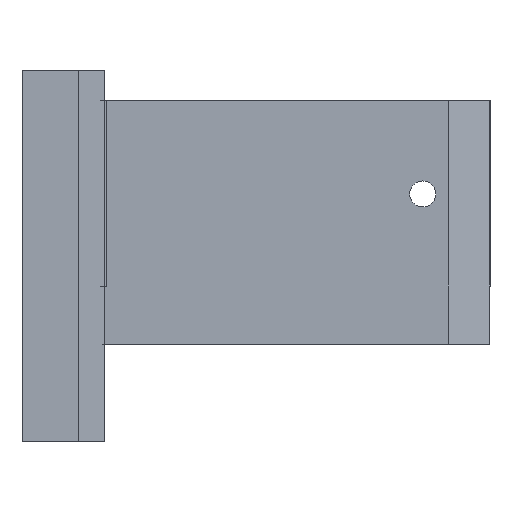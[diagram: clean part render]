
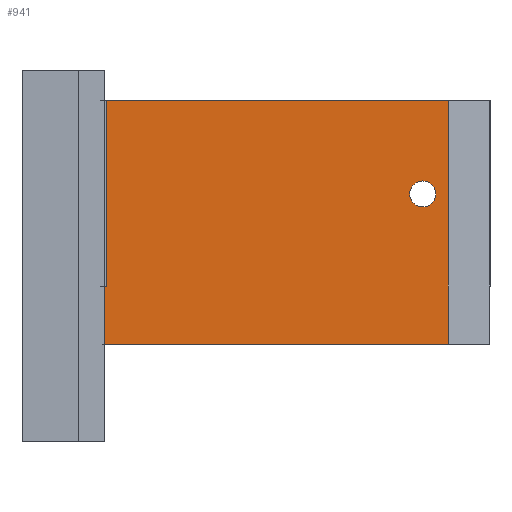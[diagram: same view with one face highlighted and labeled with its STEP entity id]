
A CAD part, left-side view. The second image highlights one B-rep face of the part: STEP entity #941.
In plain terms, the highlighted planar face has unit normal (-1, 0, 0).
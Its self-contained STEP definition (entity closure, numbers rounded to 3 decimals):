
#32=FACE_BOUND('',#125,.T.);
#37=CIRCLE('',#1004,0.75);
#67=FACE_OUTER_BOUND('',#124,.T.);
#124=EDGE_LOOP('',(#713,#714,#715,#716,#717,#718));
#125=EDGE_LOOP('',(#719));
#176=LINE('',#1347,#294);
#180=LINE('',#1355,#298);
#202=LINE('',#1421,#320);
#204=LINE('',#1426,#322);
#215=LINE('',#1447,#333);
#216=LINE('',#1448,#334);
#294=VECTOR('',#1088,10.);
#298=VECTOR('',#1096,10.);
#320=VECTOR('',#1162,10.);
#322=VECTOR('',#1166,10.);
#333=VECTOR('',#1181,10.);
#334=VECTOR('',#1182,10.);
#407=VERTEX_POINT('',#1340);
#410=VERTEX_POINT('',#1345);
#412=VERTEX_POINT('',#1351);
#414=VERTEX_POINT('',#1361);
#433=VERTEX_POINT('',#1416);
#436=VERTEX_POINT('',#1425);
#444=VERTEX_POINT('',#1446);
#499=EDGE_CURVE('',#407,#410,#176,.T.);
#503=EDGE_CURVE('',#410,#412,#180,.T.);
#506=EDGE_CURVE('',#414,#414,#37,.T.);
#536=EDGE_CURVE('',#407,#433,#202,.T.);
#538=EDGE_CURVE('',#433,#436,#204,.T.);
#549=EDGE_CURVE('',#412,#444,#215,.T.);
#550=EDGE_CURVE('',#436,#444,#216,.T.);
#713=ORIENTED_EDGE('',*,*,#503,.T.);
#714=ORIENTED_EDGE('',*,*,#549,.T.);
#715=ORIENTED_EDGE('',*,*,#550,.F.);
#716=ORIENTED_EDGE('',*,*,#538,.F.);
#717=ORIENTED_EDGE('',*,*,#536,.F.);
#718=ORIENTED_EDGE('',*,*,#499,.T.);
#719=ORIENTED_EDGE('',*,*,#506,.T.);
#887=PLANE('',#1025);
#941=ADVANCED_FACE('',(#67,#32),#887,.F.);
#1004=AXIS2_PLACEMENT_3D('',#1362,#1104,#1105);
#1025=AXIS2_PLACEMENT_3D('',#1445,#1179,#1180);
#1088=DIRECTION('',(0.,0.,1.));
#1096=DIRECTION('',(0.,-1.,0.));
#1104=DIRECTION('center_axis',(1.,0.,0.));
#1105=DIRECTION('ref_axis',(0.,1.,0.));
#1162=DIRECTION('',(0.,1.,0.));
#1166=DIRECTION('',(0.,0.,1.));
#1179=DIRECTION('center_axis',(1.,0.,0.));
#1180=DIRECTION('ref_axis',(0.,0.,1.));
#1181=DIRECTION('',(0.,0.,1.));
#1182=DIRECTION('',(0.,-1.,0.));
#1340=CARTESIAN_POINT('',(-1.428,-22.853,1.63));
#1345=CARTESIAN_POINT('',(-1.428,-22.853,15.69));
#1347=CARTESIAN_POINT('',(-1.428,-22.853,2.475));
#1351=CARTESIAN_POINT('',(-1.428,-25.267,15.69));
#1355=CARTESIAN_POINT('',(-1.428,-11.164,15.69));
#1361=CARTESIAN_POINT('',(-1.428,-22.139,10.296));
#1362=CARTESIAN_POINT('Origin',(-1.428,-21.389,10.296));
#1416=CARTESIAN_POINT('',(-1.428,0.233,1.63));
#1421=CARTESIAN_POINT('',(-1.428,1.733,1.63));
#1425=CARTESIAN_POINT('',(-1.428,0.233,15.69));
#1426=CARTESIAN_POINT('',(-1.428,0.233,1.222));
#1445=CARTESIAN_POINT('Origin',(-1.428,1.733,4.95));
#1446=CARTESIAN_POINT('',(-1.428,-25.267,15.69));
#1447=CARTESIAN_POINT('',(-1.428,-25.267,4.95));
#1448=CARTESIAN_POINT('',(-1.428,1.733,15.69));
